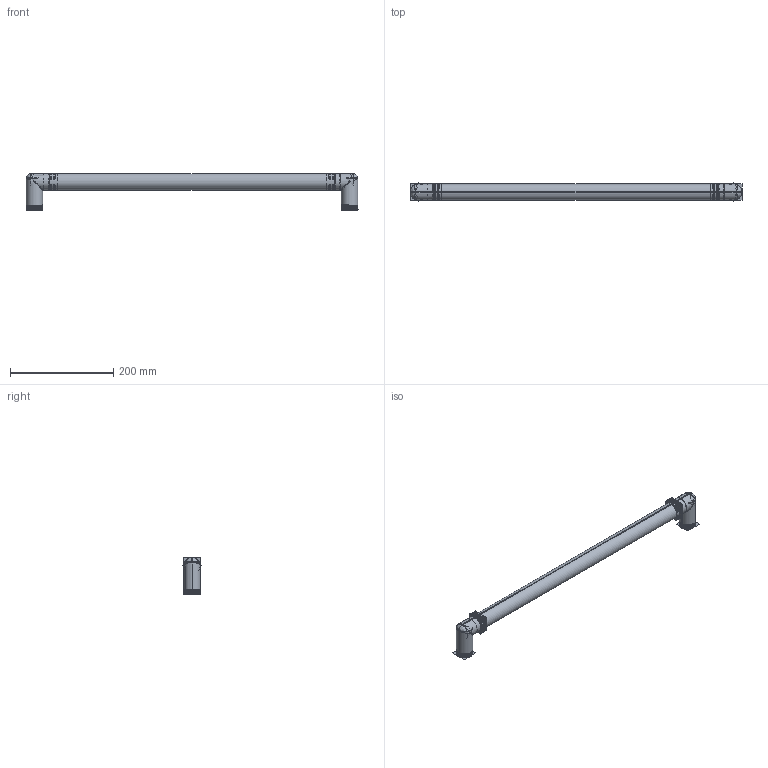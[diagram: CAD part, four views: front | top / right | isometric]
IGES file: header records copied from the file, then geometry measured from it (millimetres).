
Start section:  PTC IGES file: 5083sq_asm.igs
Global section: file name: 5083sq_asm.igs; native system: Creo Parametric by PTC Inc.; preprocessor: 2019352; author: rsmith; organization: Unknown; date: 20230104.160752; units: inch
Bounding box: 642.57 x 35.16 x 71.36 mm (x, y, z)
Surface area: 536315.8 mm2 (no closed solid volume)
Topology: 0 solids, 0 shells, 284 faces, 3952 edges, 5272 vertices
Faces by surface type: revolution 204, bspline 80
